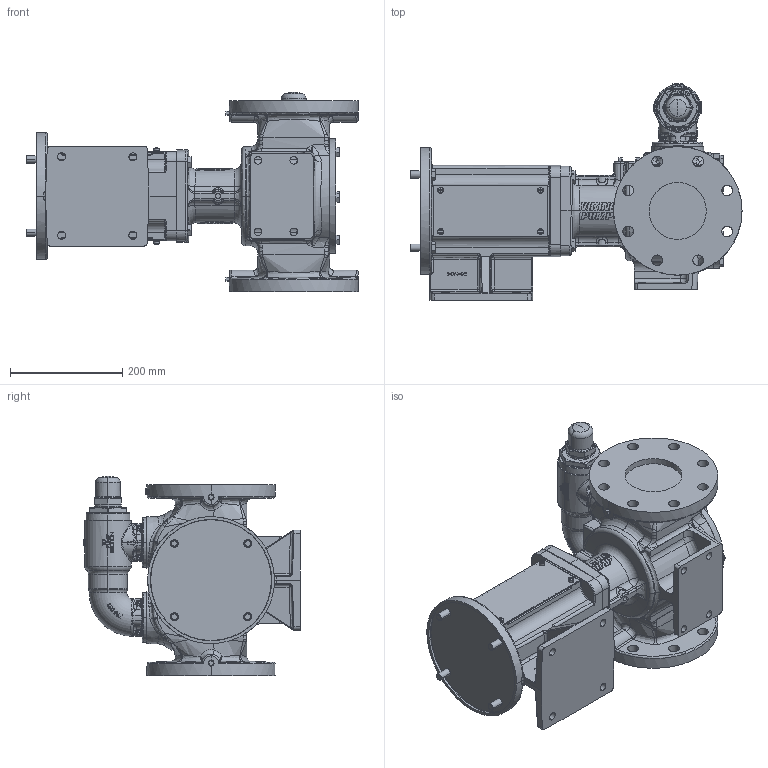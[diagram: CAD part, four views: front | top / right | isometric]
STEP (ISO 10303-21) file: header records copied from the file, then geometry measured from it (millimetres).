
FILE_DESCRIPTION (( 'STEP AP214' ), '1' );
FILE_NAME ('KE4195-M_(213-215TC).STEP', '2017-02-27T17:56:03', ( '' ), ( '' ), 'SwSTEP 2.0', 'SolidWorks 2016', '' );
FILE_SCHEMA (( 'AUTOMOTIVE_DESIGN' ));
Length unit declared in the file: inch
Products named in the file (2): KE4195-M_(213-215TC)
Bounding box: 590.55 x 385.27 x 354.46 mm (x, y, z)
Volume: 18312915 mm3; surface area: 938611.5 mm2
Topology: 1 solids, 6 shells, 3549 faces, 9043 edges, 5605 vertices
Faces by surface type: plane 1290, bspline 1208, cylinder 614, cone 205, torus 166, sphere 66
Entity records: 235114 total; most frequent: CARTESIAN_POINT 143414, ORIENTED_EDGE 17874, DIRECTION 12045, EDGE_CURVE 8937, VERTEX_POINT 5605, AXIS2_PLACEMENT_3D 4363, EDGE_LOOP 3814, ADVANCED_FACE 3549
